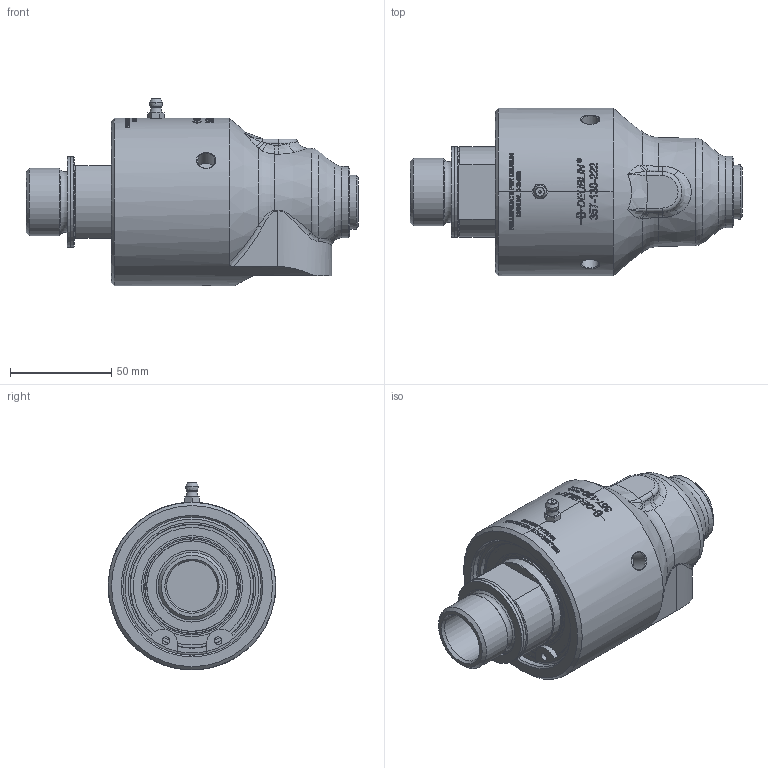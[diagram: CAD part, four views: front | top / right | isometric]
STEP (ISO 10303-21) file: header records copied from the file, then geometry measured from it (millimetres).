
FILE_DESCRIPTION(/* description */ (''),/* implementation_level */ '2;1');
FILE_NAME(/* name */ '357-130-222-IC.stp',/* time_stamp */ '2022-02-17T08:23:11+01:00',/* author */ ('mskipas'),/* organization */ (''),/* preprocessor_version */ 'ST-DEVELOPER v18.1',/* originating_system */ 'Autodesk Inventor 2022',/* authorisation */ '');
FILE_SCHEMA (('AUTOMOTIVE_DESIGN { 1 0 10303 214 3 1 1 }'));
Length unit declared in the file: millimetre
Products named in the file (1): 357-130-222-IC
Bounding box: 163.6 x 82.6 x 92.59 mm (x, y, z)
Volume: 479898.3 mm3; surface area: 57662.5 mm2
Topology: 1 solids, 5 shells, 979 faces, 2588 edges, 1705 vertices
Faces by surface type: bspline 446, plane 360, cylinder 127, cone 28, torus 16, sphere 2
Full cylindrical faces by diameter (mm): 3 x1, 3.12 x2, 3.72 x2, 8.6 x3, 25 x1, 30.291 x1, 33.249 x1, 35.4 x1, 39.4 x1, 40 x1, 44.5 x1, 44.65 x2, 47.764 x1, 49.775 x1, 57.913 x1, 60.725 x1, 61.1 x1, 68 x1, 68.1 x1, 73.8 x1
Entity records: 40608 total; most frequent: CARTESIAN_POINT 18709, ORIENTED_EDGE 5164, DIRECTION 3241, EDGE_CURVE 2582, VERTEX_POINT 1705, AXIS2_PLACEMENT_3D 1087, EDGE_LOOP 1079, LINE 1067
